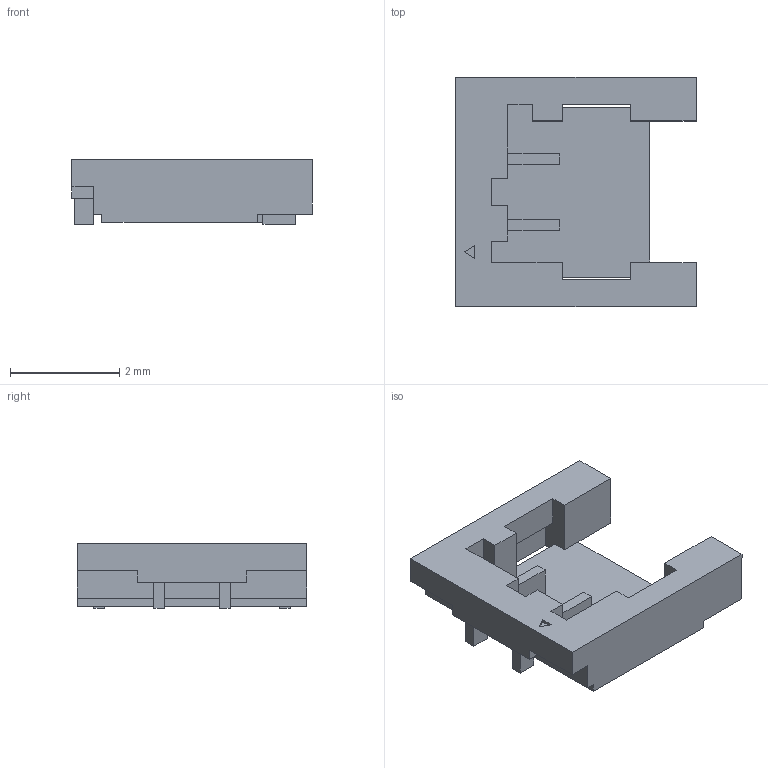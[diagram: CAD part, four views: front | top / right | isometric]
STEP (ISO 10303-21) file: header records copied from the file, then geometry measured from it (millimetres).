
FILE_DESCRIPTION (( 'STEP AP203' ), '1' );
FILE_NAME ('BM02B-ACHLKS-GAN-ETF.STEP', '2010-06-22T08:00:12', ( '' ), ( '' ), 'SwSTEP 2.0', 'SolidWorks 2005235', '' );
FILE_SCHEMA (( 'CONFIG_CONTROL_DESIGN' ));
Length unit declared in the file: millimetre
Products named in the file (1): BM02B-ACHLKS-GAN-ETF
Bounding box: 4.4 x 4.2 x 1.19 mm (x, y, z)
Volume: 9.6 mm3; surface area: 66.3 mm2
Topology: 1 solids, 1 shells, 82 faces, 231 edges, 152 vertices
Faces by surface type: plane 82
Entity records: 2672 total; most frequent: CARTESIAN_POINT 466, ORIENTED_EDGE 462, DIRECTION 397, VECTOR 231, LINE 231, EDGE_CURVE 231, VERTEX_POINT 152, EDGE_LOOP 87
